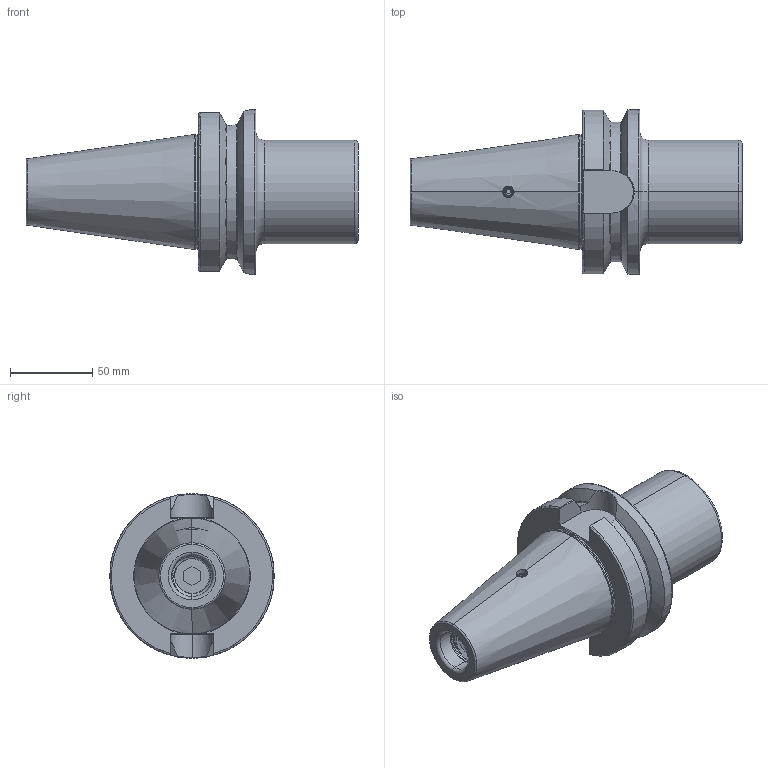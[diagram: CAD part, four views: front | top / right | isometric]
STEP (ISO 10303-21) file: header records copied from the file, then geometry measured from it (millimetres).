
FILE_DESCRIPTION (( 'STEP AP203' ), '1' );
FILE_NAME ('505.08.05.STEP', '2016-11-26T01:13:50', ( '' ), ( '' ), 'SwSTEP 2.0', 'SolidWorks 2012', '' );
FILE_SCHEMA (( 'CONFIG_CONTROL_DESIGN' ));
Length unit declared in the file: millimetre
Products named in the file (5): 505.08.05; 2-41371009AF_M36xP1.5_14L; 2-02.000.0060100C2_M6xP01-10L; 102.08.05_M20xP2.5-50L
Assembly tree (4 placements, depth 2):
  505.08.05
    505.08.05
    102.08.05_M20xP2.5-50L
    2-41371009AF_M36xP1.5_14L
    2-02.000.0060100C2_M6xP01-10L
Bounding box: 201.8 x 100 x 100 mm (x, y, z)
Volume: 494137.4 mm3; surface area: 94000 mm2
Topology: 4 solids, 4 shells, 367 faces, 987 edges, 632 vertices
Faces by surface type: cylinder 168, plane 64, bspline 58, cone 43, torus 34
Entity records: 62235 total; most frequent: CARTESIAN_POINT 53924, ORIENTED_EDGE 1970, DIRECTION 1278, EDGE_CURVE 985, VERTEX_POINT 632, AXIS2_PLACEMENT_3D 491, EDGE_LOOP 379, ADVANCED_FACE 367
